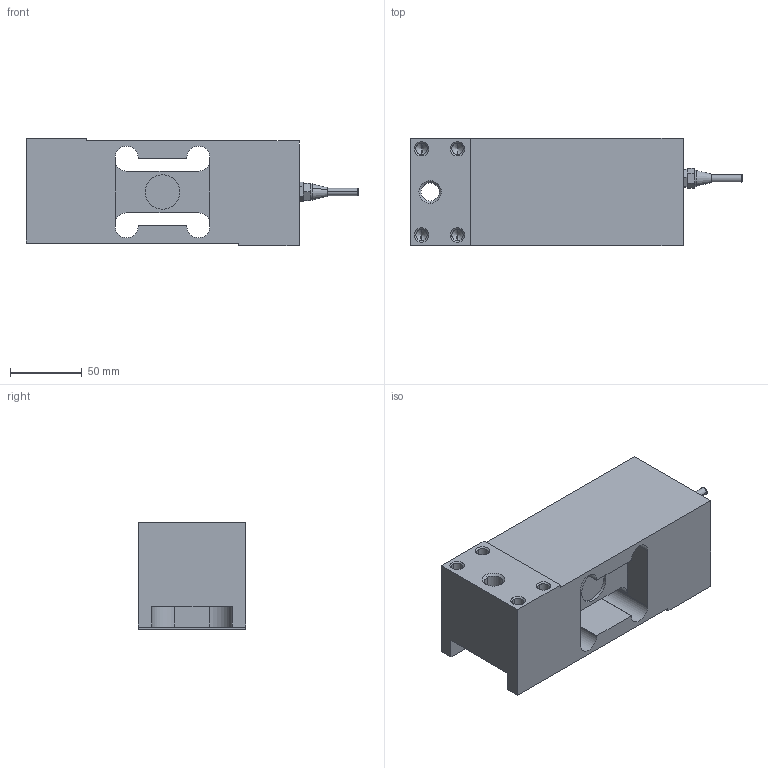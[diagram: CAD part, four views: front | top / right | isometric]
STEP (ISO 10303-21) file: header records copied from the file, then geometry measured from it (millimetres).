
FILE_DESCRIPTION(('STEP AP214'),'1');
FILE_NAME('AR 500-1000 kg.stp','2018-01-10T13:47:07',(' '),(' '),'Spatial InterOp 3D',' ',' ');
FILE_SCHEMA(('AUTOMOTIVE_DESIGN { 1 0 10303 214 1 1 1 1 }'));
Length unit declared in the file: metre
Products named in the file (6): pressacavo; base; dado; molla; AR 500-1000 kg; corpo
Assembly tree (5 placements, depth 3):
  AR 500-1000 kg
    pressacavo
      base
      dado
      molla
    corpo
Bounding box: 231 x 75 x 75 mm (x, y, z)
Volume: 786923.1 mm3; surface area: 96395.8 mm2
Topology: 4 solids, 4 shells, 167 faces, 416 edges, 254 vertices
Faces by surface type: cone 70, cylinder 48, plane 45, torus 4
Entity records: 6428 total; most frequent: CARTESIAN_POINT 972, DIRECTION 862, ORIENTED_EDGE 800, EDGE_CURVE 400, AXIS2_PLACEMENT_3D 336, VERTEX_POINT 254, EDGE_LOOP 192, LINE 190
